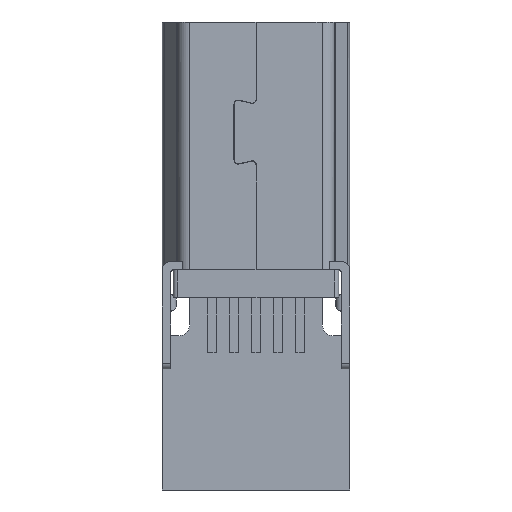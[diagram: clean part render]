
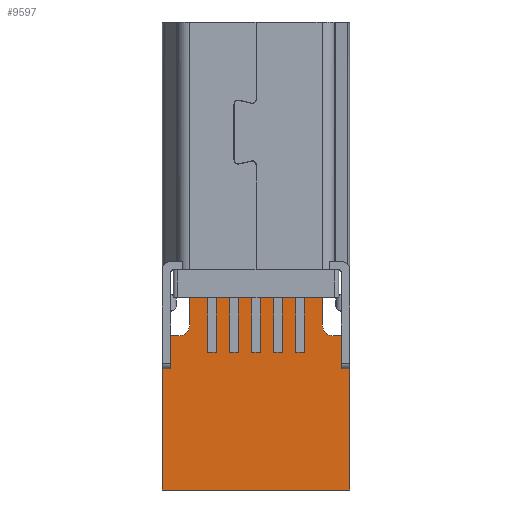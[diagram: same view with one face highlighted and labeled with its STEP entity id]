
A CAD part, front view. The second image highlights one B-rep face of the part: STEP entity #9597.
In plain terms, the highlighted planar face has unit normal (0, -1, 0).
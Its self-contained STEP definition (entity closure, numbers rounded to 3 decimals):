
#9351=CARTESIAN_POINT('',(-2.21,-0.6,7.9));
#9352=DIRECTION('',(0.,1.,0.));
#9353=DIRECTION('',(-1.,0.,0.));
#9354=AXIS2_PLACEMENT_3D('',#9351,#9352,#9353);
#9356=CARTESIAN_POINT('',(2.21,-0.6,7.9));
#9357=DIRECTION('',(0.,1.,0.));
#9358=DIRECTION('',(0.,0.,1.));
#9359=AXIS2_PLACEMENT_3D('',#9356,#9357,#9358);
#9361=CARTESIAN_POINT('',(2.81,-0.6,6.));
#9362=DIRECTION('',(0.,-1.,0.));
#9363=DIRECTION('',(-1.,0.,0.));
#9364=AXIS2_PLACEMENT_3D('',#9361,#9362,#9363);
#9366=DIRECTION('',(1.,0.,0.));
#9367=VECTOR('',#9366,0.59);
#9368=CARTESIAN_POINT('',(2.81,-0.6,5.6));
#9369=LINE('',#9368,#9367);
#9370=DIRECTION('',(0.,0.,-1.));
#9371=VECTOR('',#9370,5.6);
#9372=CARTESIAN_POINT('',(3.4,-0.6,5.6));
#9373=LINE('',#9372,#9371);
#9374=DIRECTION('',(-1.,0.,0.));
#9375=VECTOR('',#9374,6.8);
#9376=CARTESIAN_POINT('',(3.4,-0.6,0.));
#9377=LINE('',#9376,#9375);
#9378=CARTESIAN_POINT('',(-2.81,-0.6,6.));
#9379=DIRECTION('',(0.,-1.,0.));
#9380=DIRECTION('',(0.,0.,-1.));
#9381=AXIS2_PLACEMENT_3D('',#9378,#9379,#9380);
#9383=DIRECTION('',(0.,0.,1.));
#9384=VECTOR('',#9383,1.9);
#9385=CARTESIAN_POINT('',(-2.41,-0.6,6.));
#9386=LINE('',#9385,#9384);
#9407=DIRECTION('',(-1.,0.,0.));
#9408=VECTOR('',#9407,0.59);
#9409=CARTESIAN_POINT('',(-2.81,-0.6,5.6));
#9410=LINE('',#9409,#9408);
#9415=DIRECTION('',(0.,0.,-1.));
#9416=VECTOR('',#9415,5.6);
#9417=CARTESIAN_POINT('',(-3.4,-0.6,5.6));
#9418=LINE('',#9417,#9416);
#9483=DIRECTION('',(0.,0.,1.));
#9484=VECTOR('',#9483,1.9);
#9485=CARTESIAN_POINT('',(2.41,-0.6,6.));
#9486=LINE('',#9485,#9484);
#9499=DIRECTION('',(-1.,0.,0.));
#9500=VECTOR('',#9499,4.42);
#9501=CARTESIAN_POINT('',(2.21,-0.6,8.1));
#9502=LINE('',#9501,#9500);
#9503=CARTESIAN_POINT('',(3.4,-0.6,0.));
#9504=CARTESIAN_POINT('',(-3.4,-0.6,0.));
#9505=VERTEX_POINT('',#9503);
#9506=VERTEX_POINT('',#9504);
#9511=CARTESIAN_POINT('',(-2.41,-0.6,7.9));
#9512=CARTESIAN_POINT('',(-2.21,-0.6,8.1));
#9513=VERTEX_POINT('',#9511);
#9514=VERTEX_POINT('',#9512);
#9515=CARTESIAN_POINT('',(2.21,-0.6,8.1));
#9516=VERTEX_POINT('',#9515);
#9517=CARTESIAN_POINT('',(2.41,-0.6,7.9));
#9518=VERTEX_POINT('',#9517);
#9519=CARTESIAN_POINT('',(2.41,-0.6,6.));
#9520=VERTEX_POINT('',#9519);
#9521=CARTESIAN_POINT('',(2.81,-0.6,5.6));
#9522=VERTEX_POINT('',#9521);
#9523=CARTESIAN_POINT('',(3.4,-0.6,5.6));
#9524=VERTEX_POINT('',#9523);
#9525=CARTESIAN_POINT('',(-3.4,-0.6,5.6));
#9526=VERTEX_POINT('',#9525);
#9527=CARTESIAN_POINT('',(-2.81,-0.6,5.6));
#9528=VERTEX_POINT('',#9527);
#9529=CARTESIAN_POINT('',(-2.41,-0.6,6.));
#9530=VERTEX_POINT('',#9529);
#9567=CARTESIAN_POINT('',(-3.4,-0.6,0.));
#9568=DIRECTION('',(0.,-1.,0.));
#9569=DIRECTION('',(1.,0.,0.));
#9570=AXIS2_PLACEMENT_3D('',#9567,#9568,#9569);
#9571=PLANE('',#9570);
#9573=ORIENTED_EDGE('',*,*,#9572,.T.);
#9575=ORIENTED_EDGE('',*,*,#9574,.F.);
#9577=ORIENTED_EDGE('',*,*,#9576,.T.);
#9579=ORIENTED_EDGE('',*,*,#9578,.F.);
#9581=ORIENTED_EDGE('',*,*,#9580,.T.);
#9583=ORIENTED_EDGE('',*,*,#9582,.T.);
#9585=ORIENTED_EDGE('',*,*,#9584,.T.);
#9586=ORIENTED_EDGE('',*,*,#9556,.T.);
#9588=ORIENTED_EDGE('',*,*,#9587,.F.);
#9590=ORIENTED_EDGE('',*,*,#9589,.F.);
#9592=ORIENTED_EDGE('',*,*,#9591,.T.);
#9594=ORIENTED_EDGE('',*,*,#9593,.T.);
#9595=EDGE_LOOP('',(#9573,#9575,#9577,#9579,#9581,#9583,#9585,#9586,#9588,#9590,
#9592,#9594));
#9596=FACE_OUTER_BOUND('',#9595,.F.);
#9355=CIRCLE('',#9354,0.2);
#9360=CIRCLE('',#9359,0.2);
#9365=CIRCLE('',#9364,0.4);
#9382=CIRCLE('',#9381,0.4);
#9556=EDGE_CURVE('',#9505,#9506,#9377,.T.);
#9572=EDGE_CURVE('',#9513,#9514,#9355,.T.);
#9574=EDGE_CURVE('',#9516,#9514,#9502,.T.);
#9576=EDGE_CURVE('',#9516,#9518,#9360,.T.);
#9578=EDGE_CURVE('',#9520,#9518,#9486,.T.);
#9580=EDGE_CURVE('',#9520,#9522,#9365,.T.);
#9582=EDGE_CURVE('',#9522,#9524,#9369,.T.);
#9584=EDGE_CURVE('',#9524,#9505,#9373,.T.);
#9587=EDGE_CURVE('',#9526,#9506,#9418,.T.);
#9589=EDGE_CURVE('',#9528,#9526,#9410,.T.);
#9591=EDGE_CURVE('',#9528,#9530,#9382,.T.);
#9593=EDGE_CURVE('',#9530,#9513,#9386,.T.);
#9597=ADVANCED_FACE('',(#9596),#9571,.T.);
